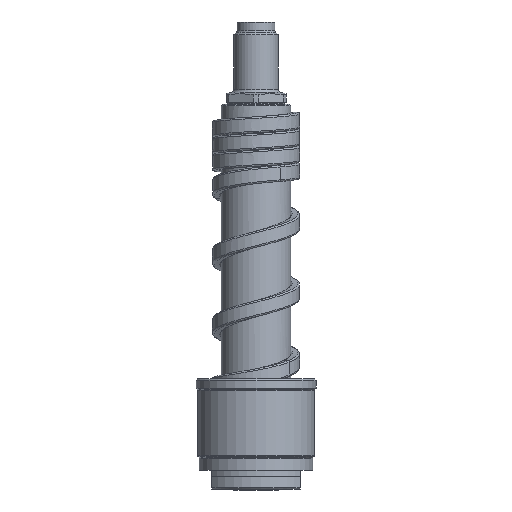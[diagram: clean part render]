
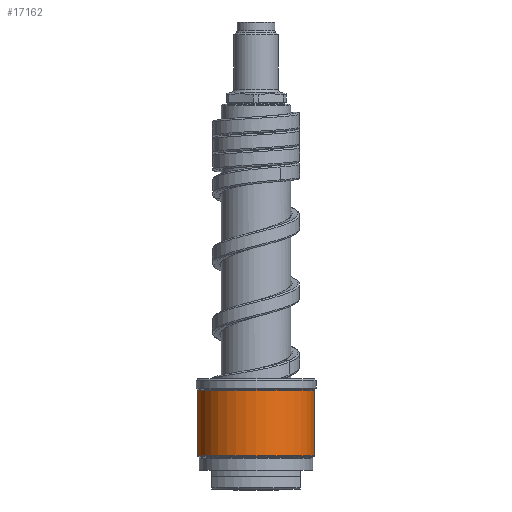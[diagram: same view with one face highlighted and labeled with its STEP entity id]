
A CAD part, front view. The second image highlights one B-rep face of the part: STEP entity #17162.
In plain terms, the highlighted cylindrical face has radius 18.5 mm (diameter 37 mm), a partial arc.
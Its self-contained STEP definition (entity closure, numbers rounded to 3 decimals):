
#6530=CARTESIAN_POINT('',(0.,0.,10.583));
#6531=DIRECTION('',(0.,0.,1.));
#6532=DIRECTION('',(-1.,0.,0.));
#6533=AXIS2_PLACEMENT_3D('',#6530,#6531,#6532);
#6535=DIRECTION('',(0.,0.,-1.));
#6536=VECTOR('',#6535,20.834);
#6537=CARTESIAN_POINT('',(-18.5,0.,31.417));
#6538=LINE('',#6537,#6536);
#6539=CARTESIAN_POINT('',(0.,0.,31.417));
#6540=DIRECTION('',(0.,0.,1.));
#6541=DIRECTION('',(-1.,0.,0.));
#6542=AXIS2_PLACEMENT_3D('',#6539,#6540,#6541);
#6544=DIRECTION('',(0.,0.,-1.));
#6545=VECTOR('',#6544,20.834);
#6546=CARTESIAN_POINT('',(18.5,0.,31.417));
#6547=LINE('',#6546,#6545);
#6872=CARTESIAN_POINT('',(18.5,0.,31.417));
#6873=CARTESIAN_POINT('',(-18.5,0.,31.417));
#6874=VERTEX_POINT('',#6872);
#6875=VERTEX_POINT('',#6873);
#6898=CARTESIAN_POINT('',(18.5,0.,10.583));
#6899=VERTEX_POINT('',#6898);
#6900=CARTESIAN_POINT('',(-18.5,0.,10.583));
#6901=VERTEX_POINT('',#6900);
#17150=CARTESIAN_POINT('',(0.,0.,8.75));
#17151=DIRECTION('',(0.,0.,1.));
#17152=DIRECTION('',(-1.,0.,0.));
#17153=AXIS2_PLACEMENT_3D('',#17150,#17151,#17152);
#17154=CYLINDRICAL_SURFACE('',#17153,18.5);
#17155=ORIENTED_EDGE('',*,*,#15265,.F.);
#17156=ORIENTED_EDGE('',*,*,#15246,.F.);
#17158=ORIENTED_EDGE('',*,*,#17157,.T.);
#17159=ORIENTED_EDGE('',*,*,#15242,.T.);
#17160=EDGE_LOOP('',(#17155,#17156,#17158,#17159));
#17161=FACE_OUTER_BOUND('',#17160,.F.);
#6534=CIRCLE('',#6533,18.5);
#6543=CIRCLE('',#6542,18.5);
#15242=EDGE_CURVE('',#6874,#6899,#6547,.T.);
#15246=EDGE_CURVE('',#6875,#6901,#6538,.T.);
#15265=EDGE_CURVE('',#6901,#6899,#6534,.T.);
#17157=EDGE_CURVE('',#6875,#6874,#6543,.T.);
#17162=ADVANCED_FACE('',(#17161),#17154,.T.);
